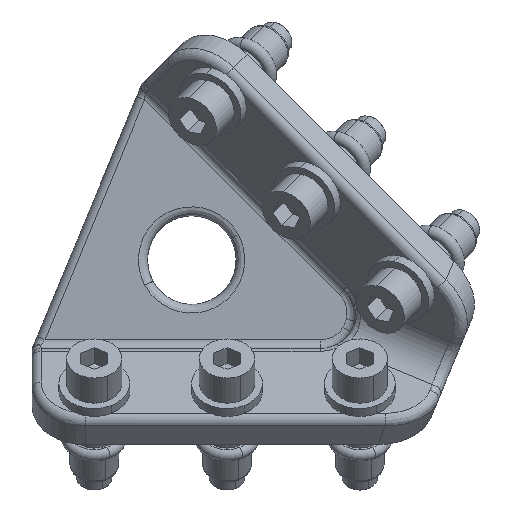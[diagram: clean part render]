
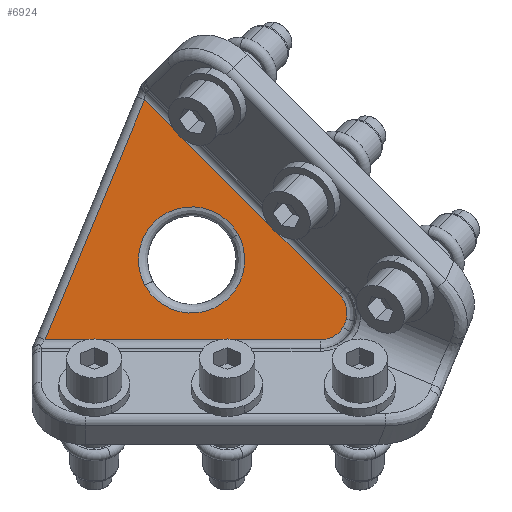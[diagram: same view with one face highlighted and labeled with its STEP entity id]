
A CAD part, front view. The second image highlights one B-rep face of the part: STEP entity #6924.
In plain terms, the highlighted planar face has unit normal (-0.032, -0.999, 0.013).
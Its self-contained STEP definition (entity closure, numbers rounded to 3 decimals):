
#6851=AXIS2_PLACEMENT_3D('Plane Axis2P3D',#6848,#6849,#6850) ;
#3639=CARTESIAN_POINT('Vertex',(-138.64,-6.067,89.18)) ;
#3642=CARTESIAN_POINT('Line Origine',(-115.23,-7.135,65.771)) ;
#3646=CARTESIAN_POINT('Vertex',(-94.676,-8.073,45.216)) ;
#6649=CARTESIAN_POINT('Vertex',(-161.093,-6.067,34.973)) ;
#6652=CARTESIAN_POINT('Line Origine',(-149.867,-6.067,62.077)) ;
#6818=CARTESIAN_POINT('Control Point',(-93.07,-8.2,39.633)) ;
#6819=CARTESIAN_POINT('Control Point',(-93.019,-8.198,39.854)) ;
#6820=CARTESIAN_POINT('Control Point',(-92.979,-8.197,40.078)) ;
#6821=CARTESIAN_POINT('Control Point',(-92.949,-8.195,40.303)) ;
#6822=CARTESIAN_POINT('Control Point',(-92.873,-8.185,41.211)) ;
#6823=CARTESIAN_POINT('Control Point',(-92.97,-8.17,42.125)) ;
#6824=CARTESIAN_POINT('Control Point',(-93.14,-8.155,42.796)) ;
#6825=CARTESIAN_POINT('Control Point',(-93.52,-8.131,43.717)) ;
#6826=CARTESIAN_POINT('Control Point',(-94.075,-8.102,44.534)) ;
#6827=CARTESIAN_POINT('Control Point',(-94.261,-8.093,44.774)) ;
#6828=CARTESIAN_POINT('Control Point',(-94.461,-8.083,45.002)) ;
#6829=CARTESIAN_POINT('Control Point',(-94.676,-8.073,45.216)) ;
#6830=CARTESIAN_POINT('Vertex',(-93.07,-8.2,39.633)) ;
#6848=CARTESIAN_POINT('Axis2P3D Location',(-139.3,-6.,92.631)) ;
#6854=CARTESIAN_POINT('Control Point',(-98.918,-8.073,34.973)) ;
#6855=CARTESIAN_POINT('Control Point',(-161.093,-6.067,34.973)) ;
#6856=CARTESIAN_POINT('Vertex',(-98.918,-8.073,34.973)) ;
#6860=CARTESIAN_POINT('Control Point',(-98.918,-8.073,34.973)) ;
#6861=CARTESIAN_POINT('Control Point',(-97.403,-8.122,34.973)) ;
#6862=CARTESIAN_POINT('Control Point',(-95.883,-8.164,35.486)) ;
#6863=CARTESIAN_POINT('Control Point',(-94.641,-8.191,36.501)) ;
#6864=CARTESIAN_POINT('Control Point',(-93.835,-8.2,37.786)) ;
#6865=CARTESIAN_POINT('Vertex',(-93.835,-8.2,37.786)) ;
#6869=CARTESIAN_POINT('Control Point',(-93.835,-8.2,37.786)) ;
#6870=CARTESIAN_POINT('Control Point',(-93.475,-8.204,38.36)) ;
#6871=CARTESIAN_POINT('Control Point',(-93.221,-8.204,38.973)) ;
#6872=CARTESIAN_POINT('Control Point',(-93.07,-8.2,39.633)) ;
#6883=CARTESIAN_POINT('Control Point',(-117.487,-7.156,58.78)) ;
#6884=CARTESIAN_POINT('Control Point',(-118.72,-7.086,61.038)) ;
#6885=CARTESIAN_POINT('Control Point',(-120.559,-7.001,62.965)) ;
#6886=CARTESIAN_POINT('Control Point',(-122.885,-6.908,64.343)) ;
#6887=CARTESIAN_POINT('Control Point',(-126.744,-6.769,65.373)) ;
#6888=CARTESIAN_POINT('Control Point',(-130.602,-6.652,64.852)) ;
#6889=CARTESIAN_POINT('Control Point',(-131.858,-6.616,64.506)) ;
#6890=CARTESIAN_POINT('Control Point',(-134.244,-6.553,63.486)) ;
#6891=CARTESIAN_POINT('Control Point',(-136.279,-6.509,61.874)) ;
#6892=CARTESIAN_POINT('Control Point',(-137.181,-6.492,60.935)) ;
#6893=CARTESIAN_POINT('Control Point',(-139.373,-6.461,57.936)) ;
#6894=CARTESIAN_POINT('Control Point',(-140.324,-6.48,54.263)) ;
#6895=CARTESIAN_POINT('Control Point',(-140.321,-6.513,51.762)) ;
#6896=CARTESIAN_POINT('Control Point',(-139.697,-6.565,49.375)) ;
#6897=CARTESIAN_POINT('Control Point',(-138.549,-6.63,47.274)) ;
#6898=CARTESIAN_POINT('Vertex',(-117.487,-7.156,58.78)) ;
#6900=CARTESIAN_POINT('Vertex',(-138.549,-6.63,47.274)) ;
#6904=CARTESIAN_POINT('Control Point',(-138.549,-6.63,47.274)) ;
#6905=CARTESIAN_POINT('Control Point',(-137.816,-6.672,45.932)) ;
#6906=CARTESIAN_POINT('Control Point',(-136.87,-6.719,44.708)) ;
#6907=CARTESIAN_POINT('Control Point',(-135.735,-6.77,43.646)) ;
#6908=CARTESIAN_POINT('Control Point',(-132.291,-6.912,41.33)) ;
#6909=CARTESIAN_POINT('Control Point',(-128.11,-7.056,40.602)) ;
#6910=CARTESIAN_POINT('Control Point',(-125.422,-7.139,40.875)) ;
#6911=CARTESIAN_POINT('Control Point',(-121.706,-7.24,42.34)) ;
#6912=CARTESIAN_POINT('Control Point',(-118.913,-7.294,45.051)) ;
#6913=CARTESIAN_POINT('Control Point',(-118.109,-7.306,46.075)) ;
#6914=CARTESIAN_POINT('Control Point',(-116.352,-7.323,49.069)) ;
#6915=CARTESIAN_POINT('Control Point',(-115.731,-7.296,52.54)) ;
#6916=CARTESIAN_POINT('Control Point',(-115.846,-7.263,54.768)) ;
#6917=CARTESIAN_POINT('Control Point',(-116.454,-7.215,56.89)) ;
#6918=CARTESIAN_POINT('Control Point',(-117.487,-7.156,58.78)) ;
#3643=DIRECTION('Vector Direction',(0.707,-0.032,-0.707)) ;
#6653=DIRECTION('Vector Direction',(-0.383,0.,-0.924)) ;
#6849=DIRECTION('Axis2P3D Direction',(-0.032,-0.999,0.013)) ;
#6850=DIRECTION('Axis2P3D XDirection',(-0.383,0.,-0.924)) ;
#3644=VECTOR('Line Direction',#3643,1.) ;
#6654=VECTOR('Line Direction',#6653,1.) ;
#6875=ORIENTED_EDGE('',*,*,#6858,.T.) ;
#6876=ORIENTED_EDGE('',*,*,#6867,.T.) ;
#6877=ORIENTED_EDGE('',*,*,#6873,.T.) ;
#6878=ORIENTED_EDGE('',*,*,#6832,.T.) ;
#6879=ORIENTED_EDGE('',*,*,#3648,.T.) ;
#6880=ORIENTED_EDGE('',*,*,#6656,.F.) ;
#6921=ORIENTED_EDGE('',*,*,#6902,.F.) ;
#6922=ORIENTED_EDGE('',*,*,#6919,.F.) ;
#6923=FACE_BOUND('',#6920,.T.) ;
#6924=ADVANCED_FACE('PartBody',(#6881,#6923),#6852,.T.) ;
#6817=B_SPLINE_CURVE_WITH_KNOTS('',5,(#6818,#6819,#6820,#6821,#6822,#6823,#6824,#6825,#6826,#6827,#6828,#6829),.UNSPECIFIED.,.F.,.U.,(6,3,3,6),(33.098,34.99,40.682,43.207),.UNSPECIFIED.) ;
#6853=B_SPLINE_CURVE_WITH_KNOTS('',1,(#6854,#6855),.UNSPECIFIED.,.F.,.U.,(2,2),(-29.084,33.123),.UNSPECIFIED.) ;
#6859=B_SPLINE_CURVE_WITH_KNOTS('',4,(#6860,#6861,#6862,#6863,#6864),.UNSPECIFIED.,.F.,.U.,(5,5),(19.641,29.75),.UNSPECIFIED.) ;
#6868=B_SPLINE_CURVE_WITH_KNOTS('',3,(#6869,#6870,#6871,#6872),.UNSPECIFIED.,.F.,.U.,(4,4),(10.658,14.957),.UNSPECIFIED.) ;
#6882=B_SPLINE_CURVE_WITH_KNOTS('',5,(#6883,#6884,#6885,#6886,#6887,#6888,#6889,#6890,#6891,#6892,#6893,#6894,#6895,#6896,#6897),.UNSPECIFIED.,.F.,.U.,(6,3,3,3,6),(0.,16.753,25.13,33.502,49.092),.UNSPECIFIED.) ;
#6903=B_SPLINE_CURVE_WITH_KNOTS('',5,(#6904,#6905,#6906,#6907,#6908,#6909,#6910,#6911,#6912,#6913,#6914,#6915,#6916,#6917,#6918),.UNSPECIFIED.,.F.,.U.,(6,3,3,3,6),(49.092,59.044,75.789,84.16,98.184),.UNSPECIFIED.) ;
#3648=EDGE_CURVE('',#3647,#3640,#3645,.F.) ;
#6656=EDGE_CURVE('',#6650,#3640,#6655,.F.) ;
#6832=EDGE_CURVE('',#6831,#3647,#6817,.T.) ;
#6858=EDGE_CURVE('',#6650,#6857,#6853,.F.) ;
#6867=EDGE_CURVE('',#6857,#6866,#6859,.T.) ;
#6873=EDGE_CURVE('',#6866,#6831,#6868,.T.) ;
#6902=EDGE_CURVE('',#6899,#6901,#6882,.T.) ;
#6919=EDGE_CURVE('',#6901,#6899,#6903,.T.) ;
#6874=EDGE_LOOP('',(#6875,#6876,#6877,#6878,#6879,#6880)) ;
#6920=EDGE_LOOP('',(#6921,#6922)) ;
#6881=FACE_OUTER_BOUND('',#6874,.T.) ;
#3645=LINE('Line',#3642,#3644) ;
#6655=LINE('Line',#6652,#6654) ;
#6852=PLANE('',#6851) ;
#3640=VERTEX_POINT('',#3639) ;
#3647=VERTEX_POINT('',#3646) ;
#6650=VERTEX_POINT('',#6649) ;
#6831=VERTEX_POINT('',#6830) ;
#6857=VERTEX_POINT('',#6856) ;
#6866=VERTEX_POINT('',#6865) ;
#6899=VERTEX_POINT('',#6898) ;
#6901=VERTEX_POINT('',#6900) ;
